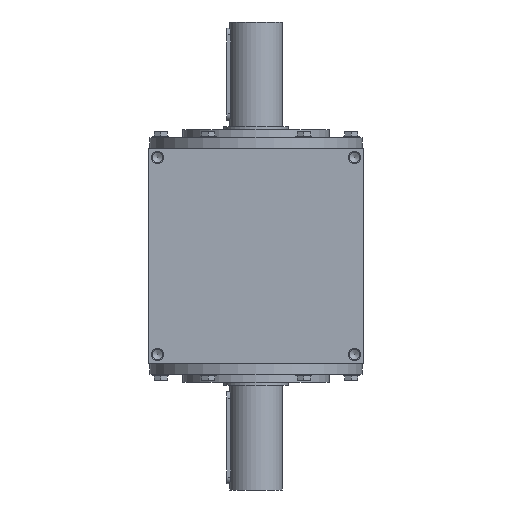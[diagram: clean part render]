
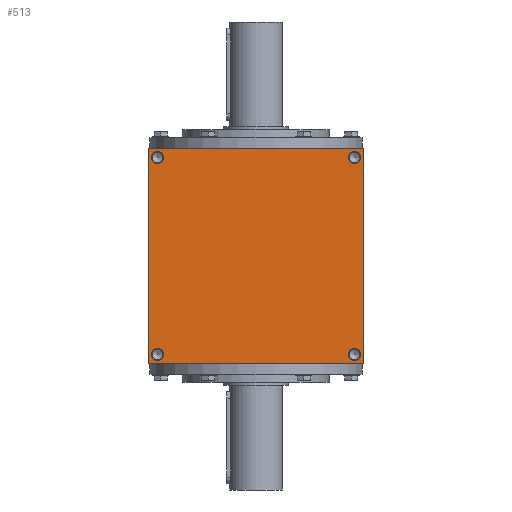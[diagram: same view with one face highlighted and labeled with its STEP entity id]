
A CAD part, left-side view. The second image highlights one B-rep face of the part: STEP entity #513.
In plain terms, the highlighted face is planar.
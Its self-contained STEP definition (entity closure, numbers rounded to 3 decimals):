
#513 = ADVANCED_FACE( '', ( #1011, #1012, #1013, #1014, #1015 ), #1016, .F. );
#1011 = FACE_BOUND( '', #1665, .T. );
#1012 = FACE_BOUND( '', #1666, .T. );
#1013 = FACE_BOUND( '', #1667, .T. );
#1014 = FACE_BOUND( '', #1668, .T. );
#1015 = FACE_OUTER_BOUND( '', #1669, .T. );
#1016 = PLANE( '', #1670 );
#1665 = EDGE_LOOP( '', ( #2456 ) );
#1666 = EDGE_LOOP( '', ( #2457 ) );
#1667 = EDGE_LOOP( '', ( #2458 ) );
#1668 = EDGE_LOOP( '', ( #2459 ) );
#1669 = EDGE_LOOP( '', ( #2460, #2461, #2462, #2463 ) );
#1670 = AXIS2_PLACEMENT_3D( '', #2464, #2465, #2466 );
#2456 = ORIENTED_EDGE( '', *, *, #3511, .F. );
#2457 = ORIENTED_EDGE( '', *, *, #3512, .T. );
#2458 = ORIENTED_EDGE( '', *, *, #3513, .F. );
#2459 = ORIENTED_EDGE( '', *, *, #3514, .T. );
#2460 = ORIENTED_EDGE( '', *, *, #3515, .F. );
#2461 = ORIENTED_EDGE( '', *, *, #3516, .F. );
#2462 = ORIENTED_EDGE( '', *, *, #3517, .F. );
#2463 = ORIENTED_EDGE( '', *, *, #3518, .F. );
#2464 = CARTESIAN_POINT( '', ( 0., 0., -175. ) );
#2465 = DIRECTION( '', ( 0., 0., 1. ) );
#2466 = DIRECTION( '', ( 1., 0., 0. ) );
#3511 = EDGE_CURVE( '', #4056, #4056, #4057, .T. );
#3512 = EDGE_CURVE( '', #4058, #4058, #4059, .T. );
#3513 = EDGE_CURVE( '', #4060, #4060, #4061, .T. );
#3514 = EDGE_CURVE( '', #4062, #4062, #4063, .T. );
#3515 = EDGE_CURVE( '', #4064, #4065, #4066, .T. );
#3516 = EDGE_CURVE( '', #4067, #4064, #4068, .T. );
#3517 = EDGE_CURVE( '', #4069, #4067, #4070, .T. );
#3518 = EDGE_CURVE( '', #4065, #4069, #4071, .T. );
#4056 = VERTEX_POINT( '', #4898 );
#4057 = CIRCLE( '', #4899, 10. );
#4058 = VERTEX_POINT( '', #4900 );
#4059 = CIRCLE( '', #4901, 10. );
#4060 = VERTEX_POINT( '', #4902 );
#4061 = CIRCLE( '', #4903, 10. );
#4062 = VERTEX_POINT( '', #4904 );
#4063 = CIRCLE( '', #4905, 10. );
#4064 = VERTEX_POINT( '', #4906 );
#4065 = VERTEX_POINT( '', #4907 );
#4066 = LINE( '', #4908, #4909 );
#4067 = VERTEX_POINT( '', #4910 );
#4068 = LINE( '', #4911, #4912 );
#4069 = VERTEX_POINT( '', #4913 );
#4070 = LINE( '', #4914, #4915 );
#4071 = LINE( '', #4916, #4917 );
#4898 = CARTESIAN_POINT( '', ( -170., 160., -175. ) );
#4899 = AXIS2_PLACEMENT_3D( '', #5650, #5651, #5652 );
#4900 = CARTESIAN_POINT( '', ( 170., 160., -175. ) );
#4901 = AXIS2_PLACEMENT_3D( '', #5653, #5654, #5655 );
#4902 = CARTESIAN_POINT( '', ( -170., -160., -175. ) );
#4903 = AXIS2_PLACEMENT_3D( '', #5656, #5657, #5658 );
#4904 = CARTESIAN_POINT( '', ( 170., -160., -175. ) );
#4905 = AXIS2_PLACEMENT_3D( '', #5659, #5660, #5661 );
#4906 = CARTESIAN_POINT( '', ( -175., 175., -175. ) );
#4907 = CARTESIAN_POINT( '', ( -175., -175., -175. ) );
#4908 = CARTESIAN_POINT( '', ( -175., 175., -175. ) );
#4909 = VECTOR( '', #5662, 1000. );
#4910 = CARTESIAN_POINT( '', ( 175., 175., -175. ) );
#4911 = CARTESIAN_POINT( '', ( 175., 175., -175. ) );
#4912 = VECTOR( '', #5663, 1000. );
#4913 = CARTESIAN_POINT( '', ( 175., -175., -175. ) );
#4914 = CARTESIAN_POINT( '', ( 175., -175., -175. ) );
#4915 = VECTOR( '', #5664, 1000. );
#4916 = CARTESIAN_POINT( '', ( -175., -175., -175. ) );
#4917 = VECTOR( '', #5665, 1000. );
#5650 = CARTESIAN_POINT( '', ( -160., 160., -175. ) );
#5651 = DIRECTION( '', ( 0., 0., -1. ) );
#5652 = DIRECTION( '', ( -1., 0., 0. ) );
#5653 = CARTESIAN_POINT( '', ( 160., 160., -175. ) );
#5654 = DIRECTION( '', ( 0., 0., 1. ) );
#5655 = DIRECTION( '', ( 1., 0., 0. ) );
#5656 = CARTESIAN_POINT( '', ( -160., -160., -175. ) );
#5657 = DIRECTION( '', ( 0., 0., -1. ) );
#5658 = DIRECTION( '', ( -1., 0., 0. ) );
#5659 = CARTESIAN_POINT( '', ( 160., -160., -175. ) );
#5660 = DIRECTION( '', ( 0., 0., 1. ) );
#5661 = DIRECTION( '', ( 1., 0., 0. ) );
#5662 = DIRECTION( '', ( 0., -1., 0. ) );
#5663 = DIRECTION( '', ( -1., 0., 0. ) );
#5664 = DIRECTION( '', ( 0., 1., 0. ) );
#5665 = DIRECTION( '', ( 1., 0., 0. ) );
